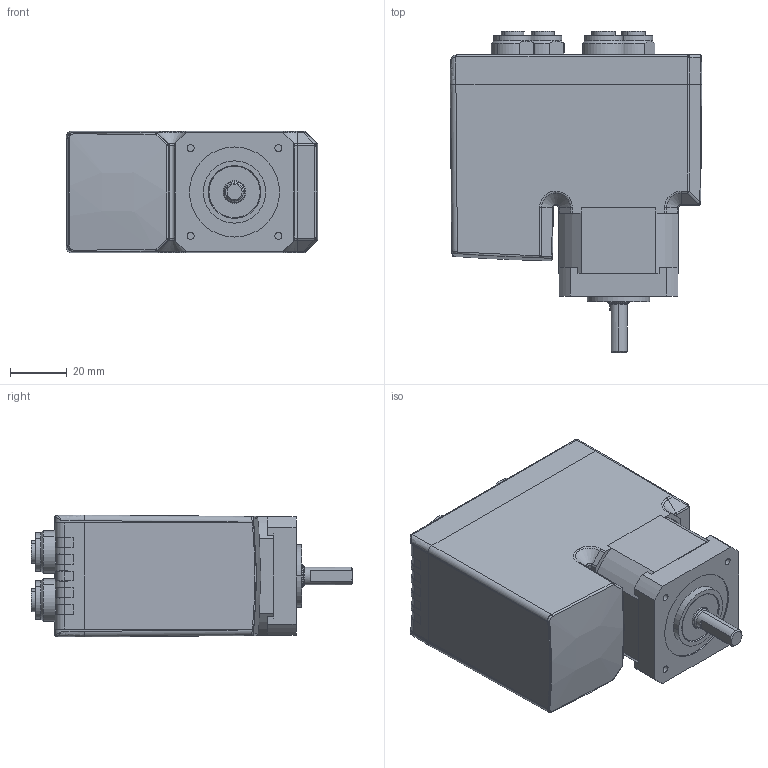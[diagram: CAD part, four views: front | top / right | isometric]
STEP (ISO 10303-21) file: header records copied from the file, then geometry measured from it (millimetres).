
FILE_DESCRIPTION (( 'STEP AP203' ), '1' );
FILE_NAME ('MIS173 M12 END D635.STEP', '2017-11-21T23:59:32', ( '' ), ( '' ), 'SwSTEP 2.0', 'SolidWorks 2017', '' );
FILE_SCHEMA (( 'CONFIG_CONTROL_DESIGN' ));
Length unit declared in the file: millimetre
Products named in the file (1): MIS173 M12 END D635
Bounding box: 88.76 x 113.5 x 43.06 mm (x, y, z)
Volume: 284855.1 mm3; surface area: 33430.8 mm2
Topology: 1 solids, 10 shells, 450 faces, 1072 edges, 650 vertices
Faces by surface type: plane 183, cylinder 150, cone 64, bspline 53
Entity records: 15297 total; most frequent: CARTESIAN_POINT 5301, ORIENTED_EDGE 2096, DIRECTION 2008, EDGE_CURVE 1048, AXIS2_PLACEMENT_3D 735, VERTEX_POINT 650, LINE 538, VECTOR 538
